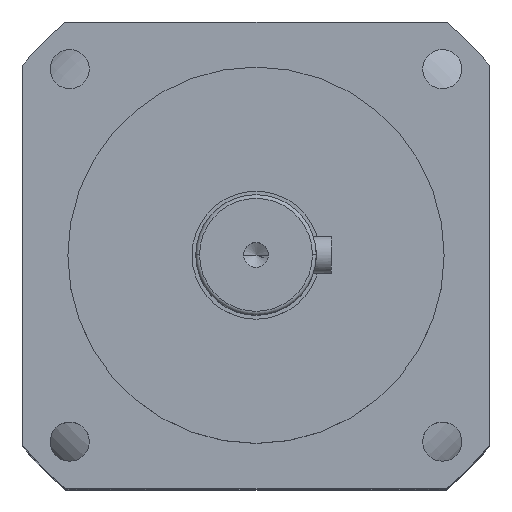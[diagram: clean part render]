
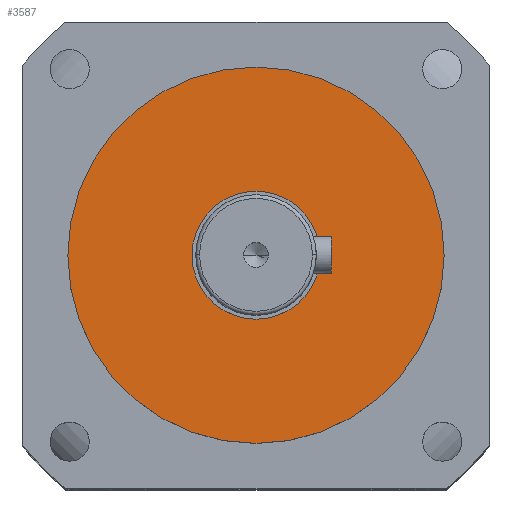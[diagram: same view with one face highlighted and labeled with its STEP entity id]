
A CAD part, top view. The second image highlights one B-rep face of the part: STEP entity #3587.
In plain terms, the highlighted planar face has unit normal (0, 0, 1).
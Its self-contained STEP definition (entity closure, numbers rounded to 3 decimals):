
#42 = EDGE_CURVE ( 'NONE', #703, #731, #5669, .T. ) ;
#120 = EDGE_CURVE ( 'NONE', #731, #703, #5346, .T. ) ;
#266 = DIRECTION ( 'NONE',  ( -1., 0., 0. ) ) ;
#499 = AXIS2_PLACEMENT_3D ( 'NONE', #1357, #3556, #266 ) ;
#703 = VERTEX_POINT ( 'NONE', #2230 ) ;
#731 = VERTEX_POINT ( 'NONE', #5798 ) ;
#1357 = CARTESIAN_POINT ( 'NONE',  ( 0., 25., -28. ) ) ;
#1508 = FACE_OUTER_BOUND ( 'NONE', #6327, .T. ) ;
#1854 = ORIENTED_EDGE ( 'NONE', *, *, #42, .T. ) ;
#1899 = CIRCLE ( 'NONE', #2844, 8.5 ) ;
#2039 = DIRECTION ( 'NONE',  ( 0., 0., 1. ) ) ;
#2155 = EDGE_CURVE ( 'NONE', #5914, #4938, #1899, .T. ) ;
#2218 = EDGE_CURVE ( 'NONE', #4938, #5914, #5712, .T. ) ;
#2230 = CARTESIAN_POINT ( 'NONE',  ( 25., 0., -28. ) ) ;
#2264 = CARTESIAN_POINT ( 'NONE',  ( 8.5, 0., -28. ) ) ;
#2380 = EDGE_LOOP ( 'NONE', ( #7084, #3445 ) ) ;
#2844 = AXIS2_PLACEMENT_3D ( 'NONE', #3013, #6806, #3547 ) ;
#2961 = FACE_BOUND ( 'NONE', #2380, .T. ) ;
#2983 = ORIENTED_EDGE ( 'NONE', *, *, #120, .T. ) ;
#3013 = CARTESIAN_POINT ( 'NONE',  ( 0., 0., -28. ) ) ;
#3027 = PLANE ( 'NONE',  #499 ) ;
#3445 = ORIENTED_EDGE ( 'NONE', *, *, #2218, .F. ) ;
#3547 = DIRECTION ( 'NONE',  ( 1., 0., 0. ) ) ;
#3556 = DIRECTION ( 'NONE',  ( 0., 0., -1. ) ) ;
#3587 = ADVANCED_FACE ( 'NONE', ( #2961, #1508 ), #3027, .F. ) ;
#4299 = AXIS2_PLACEMENT_3D ( 'NONE', #5292, #2039, #5847 ) ;
#4938 = VERTEX_POINT ( 'NONE', #6167 ) ;
#5020 = AXIS2_PLACEMENT_3D ( 'NONE', #6862, #6224, #5666 ) ;
#5292 = CARTESIAN_POINT ( 'NONE',  ( 0., 0., -28. ) ) ;
#5346 = CIRCLE ( 'NONE', #5396, 25. ) ;
#5396 = AXIS2_PLACEMENT_3D ( 'NONE', #6617, #6595, #6688 ) ;
#5666 = DIRECTION ( 'NONE',  ( 1., 0., 0. ) ) ;
#5669 = CIRCLE ( 'NONE', #5020, 25. ) ;
#5712 = CIRCLE ( 'NONE', #4299, 8.5 ) ;
#5798 = CARTESIAN_POINT ( 'NONE',  ( -25., 0., -28. ) ) ;
#5847 = DIRECTION ( 'NONE',  ( 1., 0., 0. ) ) ;
#5914 = VERTEX_POINT ( 'NONE', #2264 ) ;
#6167 = CARTESIAN_POINT ( 'NONE',  ( -8.5, 0., -28. ) ) ;
#6224 = DIRECTION ( 'NONE',  ( 0., 0., 1. ) ) ;
#6327 = EDGE_LOOP ( 'NONE', ( #1854, #2983 ) ) ;
#6595 = DIRECTION ( 'NONE',  ( 0., 0., 1. ) ) ;
#6617 = CARTESIAN_POINT ( 'NONE',  ( 0., 0., -28. ) ) ;
#6688 = DIRECTION ( 'NONE',  ( 1., 0., 0. ) ) ;
#6806 = DIRECTION ( 'NONE',  ( 0., 0., 1. ) ) ;
#6862 = CARTESIAN_POINT ( 'NONE',  ( 0., 0., -28. ) ) ;
#7084 = ORIENTED_EDGE ( 'NONE', *, *, #2155, .F. ) ;
